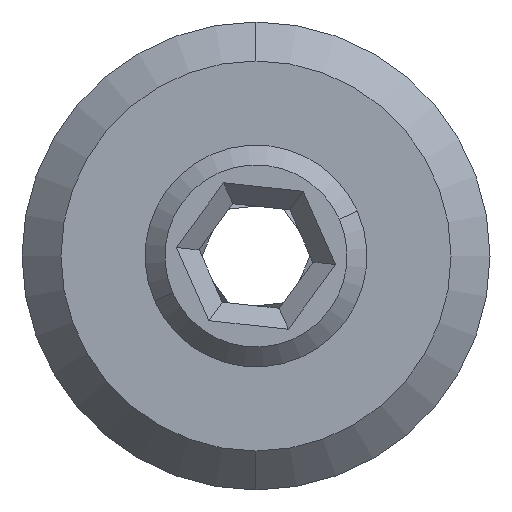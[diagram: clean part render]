
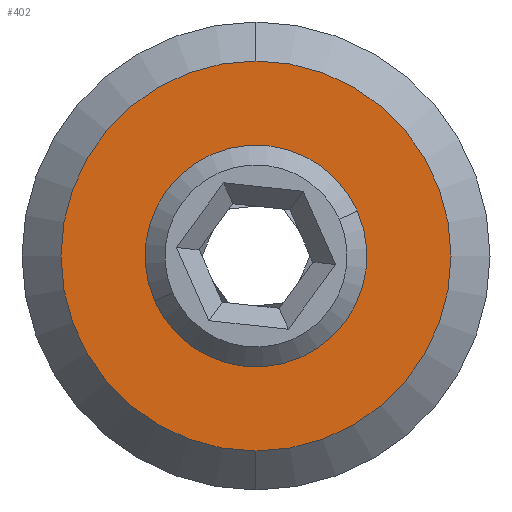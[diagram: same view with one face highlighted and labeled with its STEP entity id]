
A CAD part, left-side view. The second image highlights one B-rep face of the part: STEP entity #402.
In plain terms, the highlighted planar face has unit normal (-1, 0, 0).
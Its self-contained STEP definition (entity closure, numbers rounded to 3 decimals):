
#6 = CARTESIAN_POINT ( 'NONE',  ( -18.58, 1.665, 14.08 ) ) ;
#14 = CARTESIAN_POINT ( 'NONE',  ( -18.58, 1.665, 15.2 ) ) ;
#24 = ORIENTED_EDGE ( 'NONE', *, *, #1028, .T. ) ;
#199 = CARTESIAN_POINT ( 'NONE',  ( -18.58, 1.665, 12.7 ) ) ;
#207 = DIRECTION ( 'NONE',  ( -1., 0., 0. ) ) ;
#226 = DIRECTION ( 'NONE',  ( 0., 0., -1. ) ) ;
#280 = EDGE_LOOP ( 'NONE', ( #1019, #24 ) ) ;
#292 = DIRECTION ( 'NONE',  ( 1., 0., 0. ) ) ;
#298 = CARTESIAN_POINT ( 'NONE',  ( -18.58, 1.665, 10.2 ) ) ;
#402 = ADVANCED_FACE ( 'NONE', ( #1573, #789 ), #1718, .F. ) ;
#427 = AXIS2_PLACEMENT_3D ( 'NONE', #1045, #675, #540 ) ;
#465 = ORIENTED_EDGE ( 'NONE', *, *, #574, .T. ) ;
#481 = DIRECTION ( 'NONE',  ( 0., 0., -1. ) ) ;
#483 = CARTESIAN_POINT ( 'NONE',  ( -18.58, 1.665, 11.32 ) ) ;
#519 = CIRCLE ( 'NONE', #1235, 1.38 ) ;
#540 = DIRECTION ( 'NONE',  ( 0., 0., -1. ) ) ;
#574 = EDGE_CURVE ( 'NONE', #1454, #886, #1808, .T. ) ;
#584 = CARTESIAN_POINT ( 'NONE',  ( -18.58, 1.665, 12.7 ) ) ;
#590 = DIRECTION ( 'NONE',  ( 1., 0., 0. ) ) ;
#594 = DIRECTION ( 'NONE',  ( 0., 0., -1. ) ) ;
#608 = EDGE_LOOP ( 'NONE', ( #465, #626 ) ) ;
#626 = ORIENTED_EDGE ( 'NONE', *, *, #980, .T. ) ;
#675 = DIRECTION ( 'NONE',  ( 1., 0., 0. ) ) ;
#702 = CARTESIAN_POINT ( 'NONE',  ( -18.58, 1.665, 12.7 ) ) ;
#707 = DIRECTION ( 'NONE',  ( -1., 0., 0. ) ) ;
#711 = DIRECTION ( 'NONE',  ( 0., 0., -1. ) ) ;
#789 = FACE_OUTER_BOUND ( 'NONE', #280, .T. ) ;
#810 = VERTEX_POINT ( 'NONE', #14 ) ;
#886 = VERTEX_POINT ( 'NONE', #6 ) ;
#892 = CIRCLE ( 'NONE', #1331, 2.5 ) ;
#980 = EDGE_CURVE ( 'NONE', #886, #1454, #519, .T. ) ;
#1019 = ORIENTED_EDGE ( 'NONE', *, *, #1773, .T. ) ;
#1028 = EDGE_CURVE ( 'NONE', #810, #1786, #892, .T. ) ;
#1045 = CARTESIAN_POINT ( 'NONE',  ( -18.58, 1.665, 12.7 ) ) ;
#1235 = AXIS2_PLACEMENT_3D ( 'NONE', #584, #590, #594 ) ;
#1331 = AXIS2_PLACEMENT_3D ( 'NONE', #702, #707, #711 ) ;
#1398 = CARTESIAN_POINT ( 'NONE',  ( -18.58, 1.665, 12.7 ) ) ;
#1454 = VERTEX_POINT ( 'NONE', #483 ) ;
#1573 = FACE_BOUND ( 'NONE', #608, .T. ) ;
#1704 = AXIS2_PLACEMENT_3D ( 'NONE', #1398, #292, #481 ) ;
#1718 = PLANE ( 'NONE',  #427 ) ;
#1763 = CIRCLE ( 'NONE', #1774, 2.5 ) ;
#1773 = EDGE_CURVE ( 'NONE', #1786, #810, #1763, .T. ) ;
#1774 = AXIS2_PLACEMENT_3D ( 'NONE', #199, #207, #226 ) ;
#1786 = VERTEX_POINT ( 'NONE', #298 ) ;
#1808 = CIRCLE ( 'NONE', #1704, 1.38 ) ;
